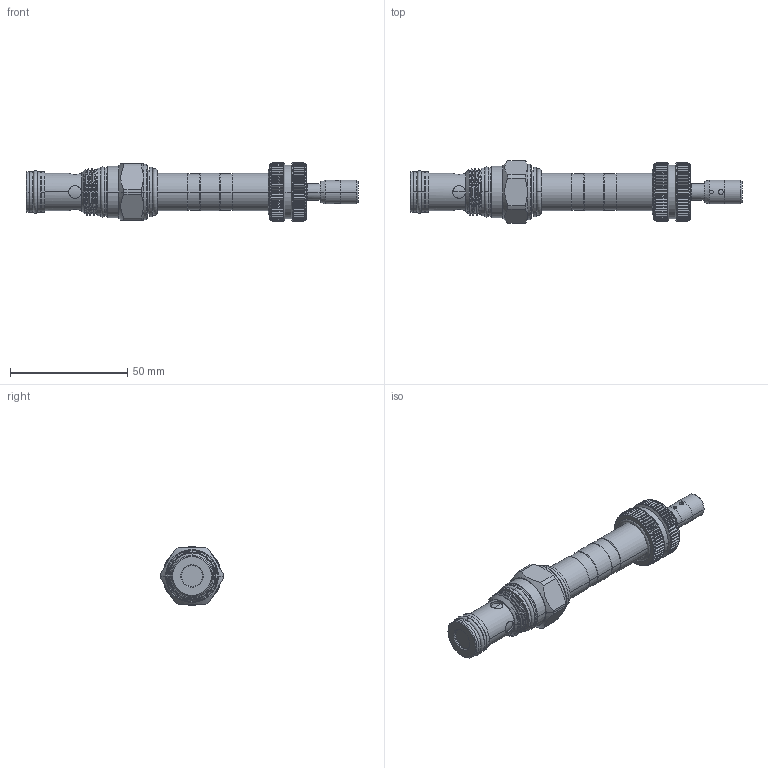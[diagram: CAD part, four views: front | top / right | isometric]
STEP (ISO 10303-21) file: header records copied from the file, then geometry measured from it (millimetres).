
FILE_DESCRIPTION (( 'STEP AP203' ), '1' );
FILE_NAME ('EP13A2C32T05.STEP', '2024-12-10T07:07:02', ( '' ), ( '' ), 'SwSTEP 2.0', 'SolidWorks 2018', '' );
FILE_SCHEMA (( 'CONFIG_CONTROL_DESIGN' ));
Length unit declared in the file: millimetre
Products named in the file (1): EP13A2C32T05
Bounding box: 141.5 x 26.7 x 25 mm (x, y, z)
Volume: 35102.3 mm3; surface area: 10677.2 mm2
Topology: 1 solids, 1 shells, 988 faces, 2572 edges, 1619 vertices
Faces by surface type: cylinder 439, plane 368, cone 158, torus 14, bspline 9
Entity records: 36986 total; most frequent: CARTESIAN_POINT 13623, ORIENTED_EDGE 5144, DIRECTION 4621, EDGE_CURVE 2572, AXIS2_PLACEMENT_3D 1842, VERTEX_POINT 1619, EDGE_LOOP 1021, FACE_OUTER_BOUND 988
